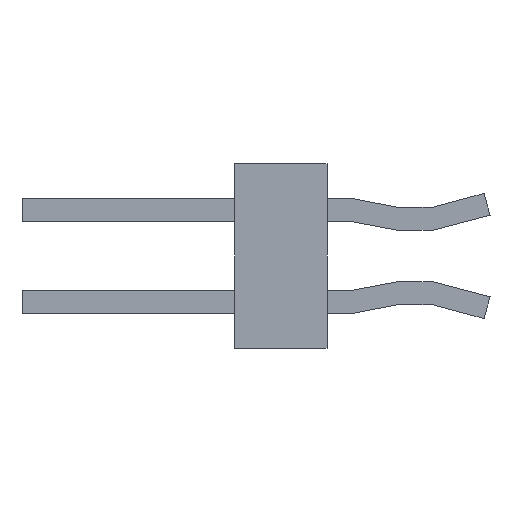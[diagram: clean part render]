
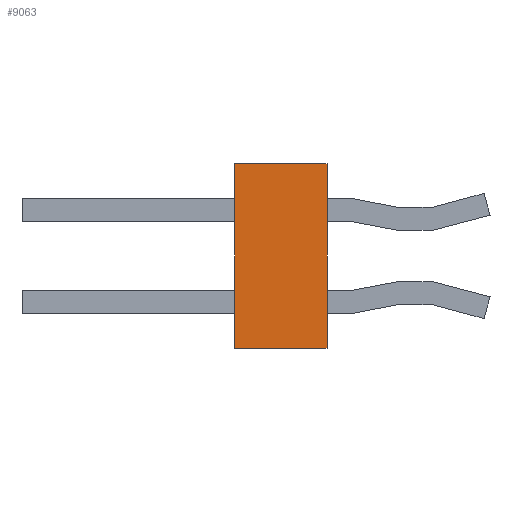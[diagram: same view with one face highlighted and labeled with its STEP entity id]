
A CAD part, left-side view. The second image highlights one B-rep face of the part: STEP entity #9063.
In plain terms, the highlighted planar face has unit normal (-1, 0, 0).
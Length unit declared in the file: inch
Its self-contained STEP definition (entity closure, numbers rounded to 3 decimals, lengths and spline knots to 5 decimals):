
#2079=ORIENTED_EDGE('',*,*,#3761,.T.);
#2080=ORIENTED_EDGE('',*,*,#3802,.F.);
#2081=ORIENTED_EDGE('',*,*,#3534,.F.);
#2082=ORIENTED_EDGE('',*,*,#3764,.T.);
#3534=EDGE_CURVE('',#4554,#4555,#5694,.T.);
#3761=EDGE_CURVE('',#4782,#4781,#5921,.T.);
#3764=EDGE_CURVE('',#4554,#4782,#5924,.T.);
#3802=EDGE_CURVE('',#4555,#4781,#5962,.T.);
#4554=VERTEX_POINT('',#13664);
#4555=VERTEX_POINT('',#13666);
#4781=VERTEX_POINT('',#14119);
#4782=VERTEX_POINT('',#14121);
#5694=LINE('',#13665,#6990);
#5921=LINE('',#14120,#7217);
#5924=LINE('',#14125,#7220);
#5962=LINE('',#14182,#7258);
#6990=VECTOR('',#11136,39.37008);
#7217=VECTOR('',#11365,39.37008);
#7220=VECTOR('',#11370,39.37008);
#7258=VECTOR('',#11446,39.37008);
#7715=EDGE_LOOP('',(#2079,#2080,#2081,#2082));
#8191=FACE_BOUND('',#7715,.T.);
#8627=PLANE('',#9526);
#9063=ADVANCED_FACE('',(#8191),#8627,.F.);
#9526=AXIS2_PLACEMENT_3D('',#14183,#11447,#11448);
#11136=DIRECTION('',(0.,0.,1.));
#11365=DIRECTION('',(0.,0.,1.));
#11370=DIRECTION('',(0.,-1.,0.));
#11446=DIRECTION('',(0.,-1.,0.));
#11447=DIRECTION('',(1.,0.,0.));
#11448=DIRECTION('',(0.,0.,-1.));
#13664=CARTESIAN_POINT('',(-0.5,0.05,-0.1));
#13665=CARTESIAN_POINT('',(-0.5,0.05,-0.1));
#13666=CARTESIAN_POINT('',(-0.5,0.05,0.1));
#14119=CARTESIAN_POINT('',(-0.5,-0.05,0.1));
#14120=CARTESIAN_POINT('',(-0.5,-0.05,-0.1));
#14121=CARTESIAN_POINT('',(-0.5,-0.05,-0.1));
#14125=CARTESIAN_POINT('',(-0.5,0.05,-0.1));
#14182=CARTESIAN_POINT('',(-0.5,0.05,0.1));
#14183=CARTESIAN_POINT('',(-0.5,0.05,-0.1));
